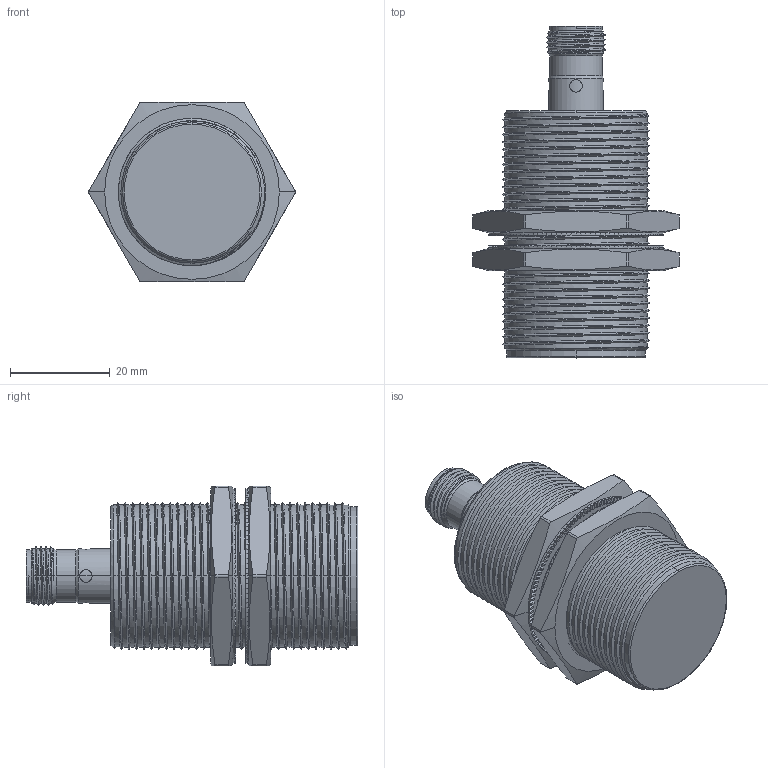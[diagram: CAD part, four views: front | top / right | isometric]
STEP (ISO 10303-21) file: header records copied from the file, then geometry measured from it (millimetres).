
FILE_DESCRIPTION (( 'STEP AP214' ), '1' );
FILE_NAME ('MC30齐平插件（P11-12图3，总长66.5mm）.STEP', '2024-10-12T06:12:39', ( '' ), ( '' ), 'SwSTEP 2.0', 'SolidWorks 2023', '' );
FILE_SCHEMA (( 'AUTOMOTIVE_DESIGN' ));
Length unit declared in the file: millimetre
Products named in the file (4): MC30齐平插件（P11-12图3，总长66.5mm）.stp; MC30X66FC-Q12-Q01010214A0_2.stp; MC30齐平插件（P11-12图3，总长66.5mm）; G30-3_22.stp
Assembly tree (4 placements, depth 3):
  MC30齐平插件（P11-12图3，总长66.5mm）
    MC30齐平插件（P11-12图3，总长66.5mm）.stp
      MC30X66FC-Q12-Q01010214A0_2.stp
      G30-3_22.stp  x2
Bounding box: 41.41 x 66.5 x 36 mm (x, y, z)
Volume: 37258.2 mm3; surface area: 12853.9 mm2
Topology: 3 solids, 8 shells, 955 faces, 2711 edges, 1785 vertices
Faces by surface type: plane 716, cylinder 170, cone 32, bspline 31, torus 6
Entity records: 35985 total; most frequent: CARTESIAN_POINT 21639, ORIENTED_EDGE 3314, DIRECTION 2539, EDGE_CURVE 1657, VERTEX_POINT 1083, AXIS2_PLACEMENT_3D 985, B_SPLINE_CURVE_WITH_KNOTS 681, EDGE_LOOP 618
